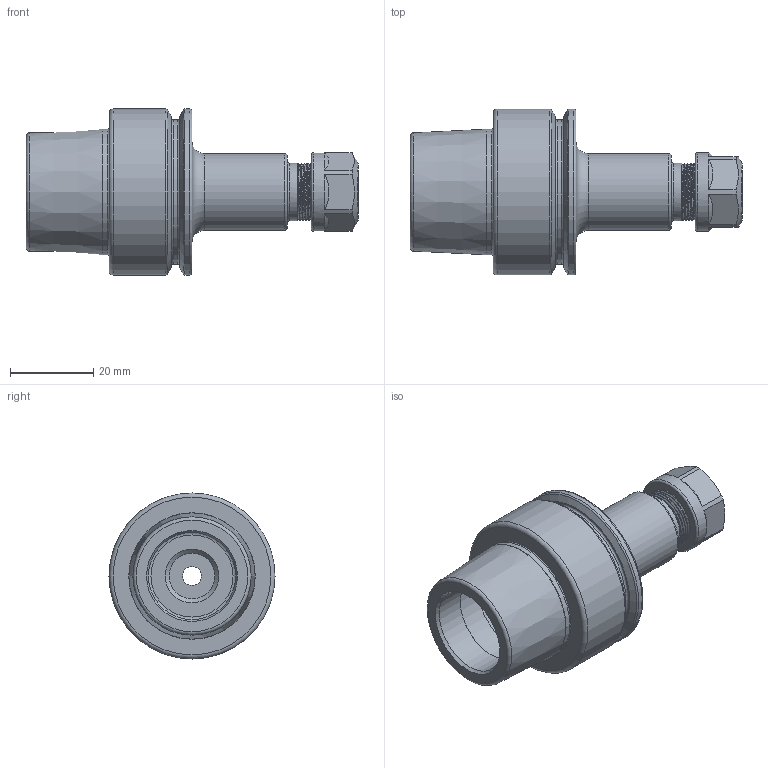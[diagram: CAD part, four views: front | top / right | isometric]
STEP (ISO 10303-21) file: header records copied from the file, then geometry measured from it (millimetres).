
FILE_DESCRIPTION(/* description */ (''),/* implementation_level */ '2;1');
FILE_NAME(/* name */ 'HSK040E-ER11H-060 v5.step',/* time_stamp */ '2022-01-18T14:24:14-06:00',/* author */ (''),/* organization */ (''),/* preprocessor_version */ 'ST-DEVELOPER v18.1',/* originating_system */ 'Autodesk Translation Framework v10.10.0.1391',/* authorisation */ '');
FILE_SCHEMA (('AUTOMOTIVE_DESIGN { 1 0 10303 214 3 1 1 }'));
Length unit declared in the file: millimetre
Products named in the file (2): HSK040E-ER11H-060; NUT ERN11H
Assembly tree (1 placements, depth 2):
  HSK040E-ER11H-060
    NUT ERN11H
Bounding box: 80 x 40 x 40 mm (x, y, z)
Volume: 33006.9 mm3; surface area: 13969.8 mm2
Topology: 2 solids, 2 shells, 151 faces, 389 edges, 254 vertices
Faces by surface type: cylinder 75, plane 32, cone 20, torus 20, bspline 4
Full cylindrical faces by diameter (mm): 4.5 x1, 6.779 x7, 8.15 x2, 8.17 x5, 8.662 x1, 10.2 x1, 11 x1, 12.4 x1, 13 x1, 13.044 x9, 13.25 x1, 13.908 x10, 14.8 x1, 18.5 x1, 19 x1, 21 x2, 25.5 x1, 30.208 x1, 34.8 x1, 40 x2
Entity records: 9321 total; most frequent: CARTESIAN_POINT 5756, ORIENTED_EDGE 778, DIRECTION 688, EDGE_CURVE 389, AXIS2_PLACEMENT_3D 292, VERTEX_POINT 254, EDGE_LOOP 167, FACE_OUTER_BOUND 151
